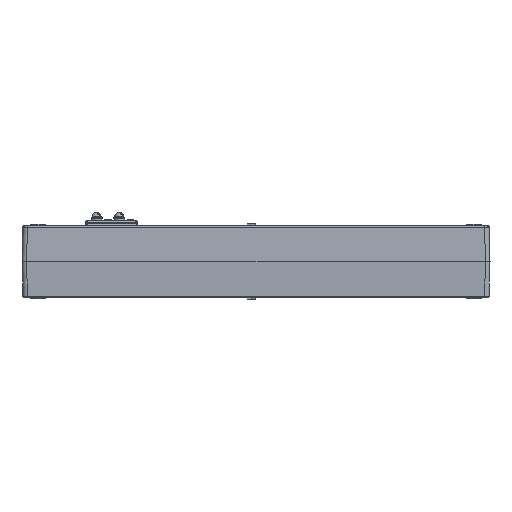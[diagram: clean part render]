
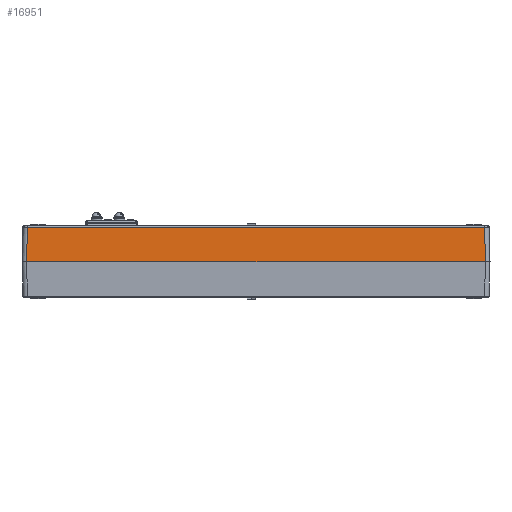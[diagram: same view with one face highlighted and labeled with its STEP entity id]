
A CAD part, left-side view. The second image highlights one B-rep face of the part: STEP entity #16951.
In plain terms, the highlighted planar face has unit normal (-1, 0, 0.026).
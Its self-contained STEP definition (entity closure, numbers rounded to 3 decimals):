
#130 = ORIENTED_EDGE ( 'NONE', *, *, #22190, .F. ) ;
#131 = ORIENTED_EDGE ( 'NONE', *, *, #22196, .T. ) ;
#132 = ORIENTED_EDGE ( 'NONE', *, *, #13530, .T. ) ;
#134 = ORIENTED_EDGE ( 'NONE', *, *, #13522, .T. ) ;
#2671 = VECTOR ( 'NONE', #5791, 1000. ) ;
#2675 = LINE ( 'NONE', #5779, #2671 ) ;
#2683 = LINE ( 'NONE', #5801, #2685 ) ;
#2685 = VECTOR ( 'NONE', #5809, 1000. ) ;
#5373 = CARTESIAN_POINT ( 'NONE',  ( -327.5, 252.002, 0.4 ) ) ;
#5730 = FACE_OUTER_BOUND ( 'NONE', #23505, .T. ) ;
#5779 = CARTESIAN_POINT ( 'NONE',  ( -327.5, -258., 0.4 ) ) ;
#5791 = DIRECTION ( 'NONE',  ( 0., 1., 0. ) ) ;
#5801 = CARTESIAN_POINT ( 'NONE',  ( -327.151, 251.652, 13.737 ) ) ;
#5809 = DIRECTION ( 'NONE',  ( -0.026, 0.026, -0.999 ) ) ;
#9524 = VERTEX_POINT ( 'NONE', #15327 ) ;
#11031 = VECTOR ( 'NONE', #14097, 1000. ) ;
#11051 = LINE ( 'NONE', #14093, #11031 ) ;
#11054 = LINE ( 'NONE', #14072, #11057 ) ;
#11057 = VECTOR ( 'NONE', #14073, 1000. ) ;
#12963 = CARTESIAN_POINT ( 'NONE',  ( -326.504, -252.005, 38.452 ) ) ;
#13037 = CARTESIAN_POINT ( 'NONE',  ( -327.5, -253.002, 0.4 ) ) ;
#13522 = EDGE_CURVE ( 'NONE', #24811, #9524, #11054, .T. ) ;
#13530 = EDGE_CURVE ( 'NONE', #24885, #24811, #11051, .T. ) ;
#14072 = CARTESIAN_POINT ( 'NONE',  ( -326.504, 250.954, 38.452 ) ) ;
#14073 = DIRECTION ( 'NONE',  ( 0., 1., 0. ) ) ;
#14093 = CARTESIAN_POINT ( 'NONE',  ( -327.503, -253.005, 0.269 ) ) ;
#14097 = DIRECTION ( 'NONE',  ( 0.026, 0.026, 0.999 ) ) ;
#14604 = CARTESIAN_POINT ( 'NONE',  ( -327.5, -258., 0.4 ) ) ;
#14606 = PLANE ( 'NONE',  #22750 ) ;
#14609 = DIRECTION ( 'NONE',  ( -1., 0., 0.026 ) ) ;
#14610 = DIRECTION ( 'NONE',  ( 0.026, 0., 1. ) ) ;
#15327 = CARTESIAN_POINT ( 'NONE',  ( -326.504, 251.005, 38.452 ) ) ;
#16951 = ADVANCED_FACE ( 'NONE', ( #5730 ), #14606, .T. ) ;
#21932 = VERTEX_POINT ( 'NONE', #5373 ) ;
#22190 = EDGE_CURVE ( 'NONE', #24885, #21932, #2675, .T. ) ;
#22196 = EDGE_CURVE ( 'NONE', #9524, #21932, #2683, .T. ) ;
#22750 = AXIS2_PLACEMENT_3D ( 'NONE', #14604, #14609, #14610 ) ;
#23505 = EDGE_LOOP ( 'NONE', ( #132, #134, #131, #130 ) ) ;
#24811 = VERTEX_POINT ( 'NONE', #12963 ) ;
#24885 = VERTEX_POINT ( 'NONE', #13037 ) ;
